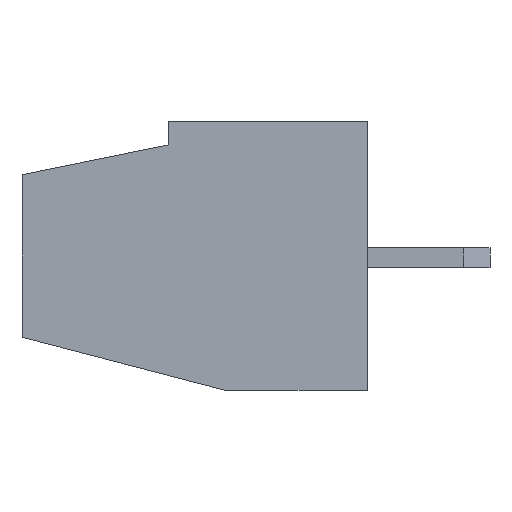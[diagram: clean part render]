
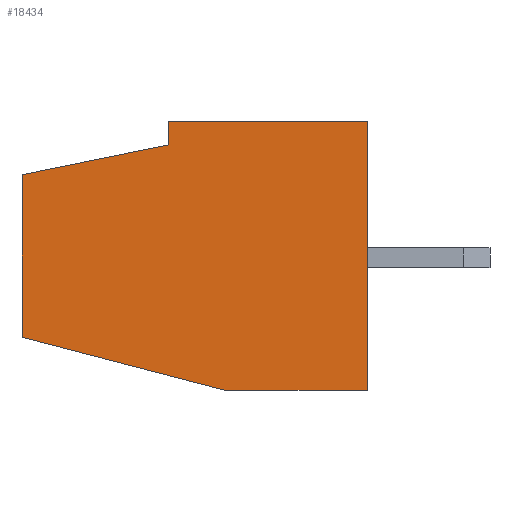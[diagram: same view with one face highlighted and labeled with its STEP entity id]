
A CAD part, left-side view. The second image highlights one B-rep face of the part: STEP entity #18434.
In plain terms, the highlighted planar face has unit normal (-1, 0, 0).
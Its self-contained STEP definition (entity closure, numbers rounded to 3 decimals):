
#231 = VECTOR ( 'NONE', #3380, 1000. ) ;
#1465 = EDGE_CURVE ( 'NONE', #10418, #16125, #23950, .T. ) ;
#1526 = CARTESIAN_POINT ( 'NONE',  ( -2.5, 0., 4.1 ) ) ;
#1635 = CARTESIAN_POINT ( 'NONE',  ( -2.5, 6., 3.4 ) ) ;
#1699 = ORIENTED_EDGE ( 'NONE', *, *, #1465, .F. ) ;
#1925 = ORIENTED_EDGE ( 'NONE', *, *, #23902, .F. ) ;
#2020 = LINE ( 'NONE', #14912, #5463 ) ;
#2503 = LINE ( 'NONE', #22635, #3639 ) ;
#3277 = DIRECTION ( 'NONE',  ( 0., -1., 0. ) ) ;
#3380 = DIRECTION ( 'NONE',  ( 0., 0., 1. ) ) ;
#3639 = VECTOR ( 'NONE', #11390, 1000. ) ;
#3643 = DIRECTION ( 'NONE',  ( 0., 0.968, 0.252 ) ) ;
#3688 = FACE_OUTER_BOUND ( 'NONE', #10714, .T. ) ;
#5090 = VECTOR ( 'NONE', #8400, 1000. ) ;
#5367 = DIRECTION ( 'NONE',  ( 0., 0., 1. ) ) ;
#5463 = VECTOR ( 'NONE', #3643, 1000. ) ;
#5488 = CARTESIAN_POINT ( 'NONE',  ( -2.5, 10.4, 4.1 ) ) ;
#6023 = CARTESIAN_POINT ( 'NONE',  ( -2.5, 0., -4. ) ) ;
#6444 = DIRECTION ( 'NONE',  ( 0., 0., 1. ) ) ;
#6530 = CARTESIAN_POINT ( 'NONE',  ( -2.5, 4.26, -4. ) ) ;
#8400 = DIRECTION ( 'NONE',  ( 0., -1., 0. ) ) ;
#8474 = VECTOR ( 'NONE', #6444, 1000. ) ;
#8847 = VECTOR ( 'NONE', #3277, 1000. ) ;
#10302 = ORIENTED_EDGE ( 'NONE', *, *, #28050, .T. ) ;
#10418 = VERTEX_POINT ( 'NONE', #20909 ) ;
#10516 = DIRECTION ( 'NONE',  ( 0., 0., -1. ) ) ;
#10628 = CARTESIAN_POINT ( 'NONE',  ( -2.5, 10.4, 4.1 ) ) ;
#10714 = EDGE_LOOP ( 'NONE', ( #1699, #1925, #15795, #21123, #25571, #10302, #26097 ) ) ;
#11186 = EDGE_CURVE ( 'NONE', #27016, #26876, #15195, .T. ) ;
#11390 = DIRECTION ( 'NONE',  ( 0., -0.98, 0.2 ) ) ;
#11403 = CARTESIAN_POINT ( 'NONE',  ( -2.5, 10.4, 2.5 ) ) ;
#12154 = CARTESIAN_POINT ( 'NONE',  ( -2.5, 10.4, -2.4 ) ) ;
#12430 = LINE ( 'NONE', #1635, #231 ) ;
#12440 = DIRECTION ( 'NONE',  ( 1., 0., 0. ) ) ;
#14537 = LINE ( 'NONE', #23595, #8847 ) ;
#14610 = EDGE_CURVE ( 'NONE', #26876, #19835, #2503, .T. ) ;
#14912 = CARTESIAN_POINT ( 'NONE',  ( -2.5, 10.4, -2.4 ) ) ;
#15195 = LINE ( 'NONE', #24203, #8474 ) ;
#15795 = ORIENTED_EDGE ( 'NONE', *, *, #14610, .F. ) ;
#16054 = EDGE_CURVE ( 'NONE', #26407, #16125, #25936, .T. ) ;
#16125 = VERTEX_POINT ( 'NONE', #1526 ) ;
#18434 = ADVANCED_FACE ( 'NONE', ( #3688 ), #21616, .F. ) ;
#19835 = VERTEX_POINT ( 'NONE', #20189 ) ;
#20189 = CARTESIAN_POINT ( 'NONE',  ( -2.5, 6., 3.4 ) ) ;
#20909 = CARTESIAN_POINT ( 'NONE',  ( -2.5, 6., 4.1 ) ) ;
#21123 = ORIENTED_EDGE ( 'NONE', *, *, #11186, .F. ) ;
#21359 = CARTESIAN_POINT ( 'NONE',  ( -2.5, 0., 4.1 ) ) ;
#21616 = PLANE ( 'NONE',  #27714 ) ;
#22635 = CARTESIAN_POINT ( 'NONE',  ( -2.5, 10.4, 2.5 ) ) ;
#23595 = CARTESIAN_POINT ( 'NONE',  ( -2.5, 10.4, -4. ) ) ;
#23902 = EDGE_CURVE ( 'NONE', #19835, #10418, #12430, .T. ) ;
#23950 = LINE ( 'NONE', #10628, #5090 ) ;
#24203 = CARTESIAN_POINT ( 'NONE',  ( -2.5, 10.4, 4.1 ) ) ;
#25571 = ORIENTED_EDGE ( 'NONE', *, *, #26398, .F. ) ;
#25936 = LINE ( 'NONE', #21359, #27597 ) ;
#26097 = ORIENTED_EDGE ( 'NONE', *, *, #16054, .T. ) ;
#26398 = EDGE_CURVE ( 'NONE', #26988, #27016, #2020, .T. ) ;
#26407 = VERTEX_POINT ( 'NONE', #6023 ) ;
#26876 = VERTEX_POINT ( 'NONE', #11403 ) ;
#26988 = VERTEX_POINT ( 'NONE', #6530 ) ;
#27016 = VERTEX_POINT ( 'NONE', #12154 ) ;
#27597 = VECTOR ( 'NONE', #5367, 1000. ) ;
#27714 = AXIS2_PLACEMENT_3D ( 'NONE', #5488, #12440, #10516 ) ;
#28050 = EDGE_CURVE ( 'NONE', #26988, #26407, #14537, .T. ) ;
